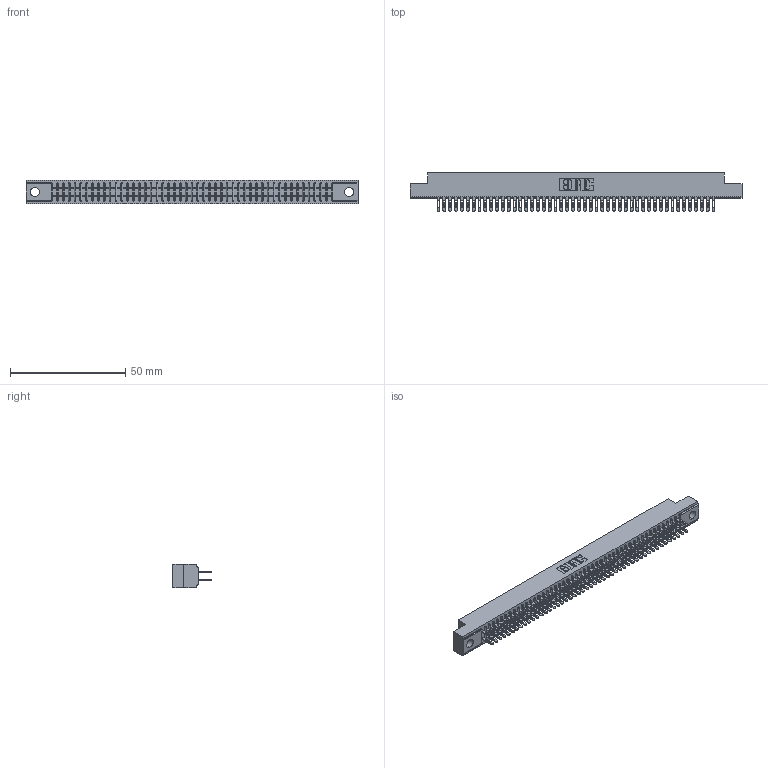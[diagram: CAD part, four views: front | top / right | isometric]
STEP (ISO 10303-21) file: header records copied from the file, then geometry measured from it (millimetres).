
FILE_DESCRIPTION (( 'STEP AP203' ), '1' );
FILE_NAME ('341-096-500-204.STEP', '2018-08-08T01:29:13', ( '' ), ( '' ), 'SwSTEP 2.0', 'SolidWorks 2016', '' );
FILE_SCHEMA (( 'CONFIG_CONTROL_DESIGN' ));
Length unit declared in the file: inch
Products named in the file (3): 341 Part_.156 (3.96) Dia Mounting Holes; 341-292-001_341-292-100; 341-096-500-204
Assembly tree (97 placements, depth 2):
  341-096-500-204
    341 Part_.156 (3.96) Dia Mounting Holes
    341-292-001_341-292-100  x96
Bounding box: 144.15 x 16.69 x 10.16 mm (x, y, z)
Volume: 10667.7 mm3; surface area: 19812.7 mm2
Topology: 97 solids, 97 shells, 6466 faces, 18736 edges, 12134 vertices
Faces by surface type: plane 3730, cylinder 2544, sphere 98, torus 94
Entity records: 57717 total; most frequent: CARTESIAN_POINT 9598, ORIENTED_EDGE 9536, DIRECTION 9306, EDGE_CURVE 4768, VECTOR 3862, LINE 3862, VERTEX_POINT 3014, AXIS2_PLACEMENT_3D 2722
